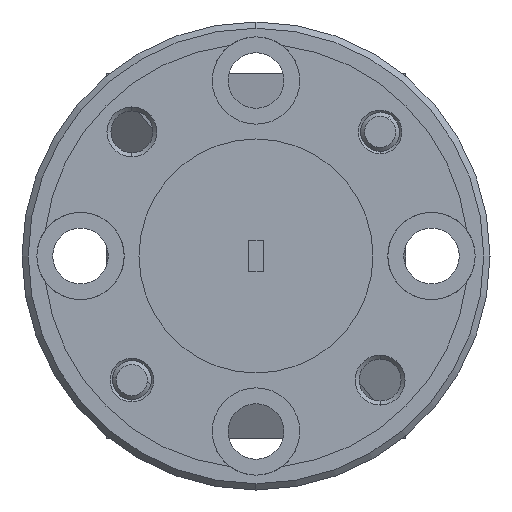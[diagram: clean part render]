
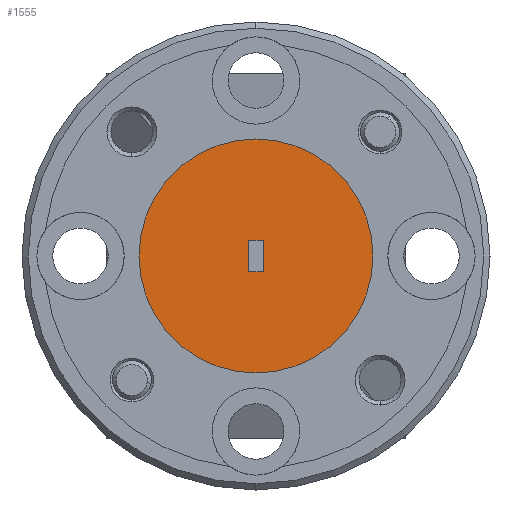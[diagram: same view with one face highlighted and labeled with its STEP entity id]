
A CAD part, left-side view. The second image highlights one B-rep face of the part: STEP entity #1555.
In plain terms, the highlighted planar face has unit normal (-1, 0, 0).
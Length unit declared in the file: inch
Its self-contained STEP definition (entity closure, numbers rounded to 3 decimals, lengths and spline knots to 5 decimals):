
#19 = VERTEX_POINT ( 'NONE', #385 ) ;
#63 = EDGE_CURVE ( 'NONE', #1189, #414, #1453, .T. ) ;
#67 = CARTESIAN_POINT ( 'NONE',  ( -1.9896, -0.38621, 0.92104 ) ) ;
#179 = DIRECTION ( 'NONE',  ( 0., -1., 0. ) ) ;
#257 = CARTESIAN_POINT ( 'NONE',  ( -1.9896, -0.18746, 0.89554 ) ) ;
#279 = LINE ( 'NONE', #2463, #471 ) ;
#385 = CARTESIAN_POINT ( 'NONE',  ( -1.9896, -0.20996, 0.94654 ) ) ;
#414 = VERTEX_POINT ( 'NONE', #2208 ) ;
#471 = VECTOR ( 'NONE', #1340, 39.37008 ) ;
#530 = VECTOR ( 'NONE', #1688, 39.37008 ) ;
#538 = CARTESIAN_POINT ( 'NONE',  ( -1.9896, -0.19871, 0.92104 ) ) ;
#597 = EDGE_LOOP ( 'NONE', ( #1965, #2783, #1204, #679 ) ) ;
#679 = ORIENTED_EDGE ( 'NONE', *, *, #788, .F. ) ;
#688 = AXIS2_PLACEMENT_3D ( 'NONE', #2042, #2749, #2059 ) ;
#716 = CARTESIAN_POINT ( 'NONE',  ( -1.9896, -0.18746, 0.94654 ) ) ;
#788 = EDGE_CURVE ( 'NONE', #414, #19, #279, .T. ) ;
#878 = CIRCLE ( 'NONE', #1055, 0.1875 ) ;
#1055 = AXIS2_PLACEMENT_3D ( 'NONE', #538, #1397, #2520 ) ;
#1113 = EDGE_CURVE ( 'NONE', #19, #1679, #2291, .T. ) ;
#1115 = ORIENTED_EDGE ( 'NONE', *, *, #1798, .F. ) ;
#1182 = FACE_OUTER_BOUND ( 'NONE', #1430, .T. ) ;
#1189 = VERTEX_POINT ( 'NONE', #1246 ) ;
#1204 = ORIENTED_EDGE ( 'NONE', *, *, #1113, .F. ) ;
#1233 = EDGE_CURVE ( 'NONE', #1662, #2428, #2186, .T. ) ;
#1246 = CARTESIAN_POINT ( 'NONE',  ( -1.9896, -0.18746, 0.89554 ) ) ;
#1320 = ORIENTED_EDGE ( 'NONE', *, *, #1233, .F. ) ;
#1325 = VECTOR ( 'NONE', #179, 39.37008 ) ;
#1340 = DIRECTION ( 'NONE',  ( 0., 0., 1. ) ) ;
#1397 = DIRECTION ( 'NONE',  ( 1., 0., 0. ) ) ;
#1430 = EDGE_LOOP ( 'NONE', ( #1115, #1320 ) ) ;
#1453 = LINE ( 'NONE', #2317, #1325 ) ;
#1469 = FACE_BOUND ( 'NONE', #597, .T. ) ;
#1534 = DIRECTION ( 'NONE',  ( 0., 1., 0. ) ) ;
#1555 = ADVANCED_FACE ( 'NONE', ( #1469, #1182 ), #2301, .T. ) ;
#1565 = CARTESIAN_POINT ( 'NONE',  ( -1.9896, -0.01121, 0.92104 ) ) ;
#1661 = CARTESIAN_POINT ( 'NONE',  ( -1.9896, -0.18746, 0.94654 ) ) ;
#1662 = VERTEX_POINT ( 'NONE', #67 ) ;
#1679 = VERTEX_POINT ( 'NONE', #716 ) ;
#1688 = DIRECTION ( 'NONE',  ( 0., 0., -1. ) ) ;
#1689 = DIRECTION ( 'NONE',  ( 1., 0., 0. ) ) ;
#1798 = EDGE_CURVE ( 'NONE', #2428, #1662, #878, .T. ) ;
#1818 = AXIS2_PLACEMENT_3D ( 'NONE', #2503, #1689, #1534 ) ;
#1965 = ORIENTED_EDGE ( 'NONE', *, *, #63, .F. ) ;
#2042 = CARTESIAN_POINT ( 'NONE',  ( -1.9896, -0.19871, 0.92104 ) ) ;
#2046 = VECTOR ( 'NONE', #2091, 39.37008 ) ;
#2059 = DIRECTION ( 'NONE',  ( 0., -1., 0. ) ) ;
#2091 = DIRECTION ( 'NONE',  ( 0., 1., 0. ) ) ;
#2186 = CIRCLE ( 'NONE', #1818, 0.1875 ) ;
#2208 = CARTESIAN_POINT ( 'NONE',  ( -1.9896, -0.20996, 0.89554 ) ) ;
#2291 = LINE ( 'NONE', #1661, #2046 ) ;
#2301 = PLANE ( 'NONE',  #688 ) ;
#2317 = CARTESIAN_POINT ( 'NONE',  ( -1.9896, -0.18746, 0.89554 ) ) ;
#2428 = VERTEX_POINT ( 'NONE', #1565 ) ;
#2463 = CARTESIAN_POINT ( 'NONE',  ( -1.9896, -0.20996, 0.89554 ) ) ;
#2503 = CARTESIAN_POINT ( 'NONE',  ( -1.9896, -0.19871, 0.92104 ) ) ;
#2520 = DIRECTION ( 'NONE',  ( 0., 1., 0. ) ) ;
#2589 = LINE ( 'NONE', #257, #530 ) ;
#2635 = EDGE_CURVE ( 'NONE', #1679, #1189, #2589, .T. ) ;
#2749 = DIRECTION ( 'NONE',  ( -1., 0., 0. ) ) ;
#2783 = ORIENTED_EDGE ( 'NONE', *, *, #2635, .F. ) ;
